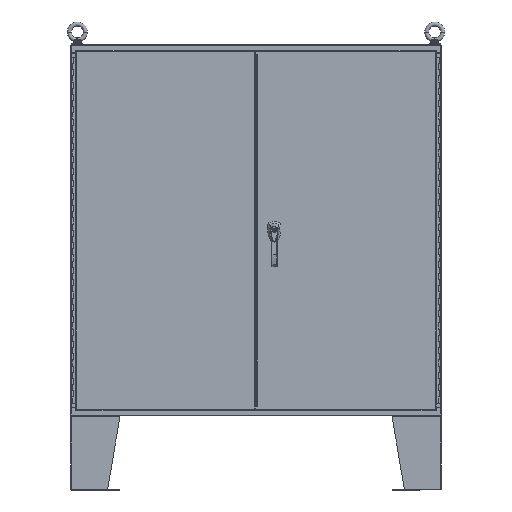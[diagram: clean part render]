
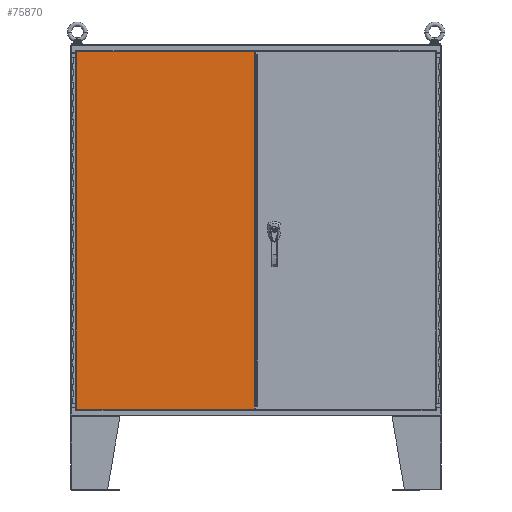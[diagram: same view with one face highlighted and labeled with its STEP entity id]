
A CAD part, front view. The second image highlights one B-rep face of the part: STEP entity #75870.
In plain terms, the highlighted planar face has unit normal (0, -1, 0).
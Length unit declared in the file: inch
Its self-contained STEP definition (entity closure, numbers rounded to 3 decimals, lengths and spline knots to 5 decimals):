
#3362 = LINE ( 'NONE', #33762, #30030 ) ;
#4817 = LINE ( 'NONE', #49215, #83874 ) ;
#5734 = ORIENTED_EDGE ( 'NONE', *, *, #35352, .T. ) ;
#5787 = PLANE ( 'NONE',  #92437 ) ;
#5917 = CARTESIAN_POINT ( 'NONE',  ( -0.26825, -11.753, -28.982 ) ) ;
#13735 = CARTESIAN_POINT ( 'NONE',  ( -0.26825, -11.753, -28.982 ) ) ;
#14059 = ORIENTED_EDGE ( 'NONE', *, *, #32122, .T. ) ;
#14721 = VERTEX_POINT ( 'NONE', #75238 ) ;
#21678 = VERTEX_POINT ( 'NONE', #55943 ) ;
#26311 = DIRECTION ( 'NONE',  ( -1., 0., 0. ) ) ;
#27399 = VECTOR ( 'NONE', #57468, 39.37008 ) ;
#30030 = VECTOR ( 'NONE', #26311, 39.37008 ) ;
#30060 = VECTOR ( 'NONE', #76136, 39.37008 ) ;
#30320 = LINE ( 'NONE', #5917, #30060 ) ;
#32122 = EDGE_CURVE ( 'NONE', #89764, #85192, #70670, .T. ) ;
#33762 = CARTESIAN_POINT ( 'NONE',  ( -29.10725, -11.753, 28.982 ) ) ;
#34062 = CARTESIAN_POINT ( 'NONE',  ( -29.10725, -11.753, -28.982 ) ) ;
#35352 = EDGE_CURVE ( 'NONE', #21678, #39936, #56975, .T. ) ;
#39624 = CARTESIAN_POINT ( 'NONE',  ( -0.26825, -11.753, -28.608 ) ) ;
#39936 = VERTEX_POINT ( 'NONE', #13735 ) ;
#42053 = CARTESIAN_POINT ( 'NONE',  ( -29.10725, -11.753, -28.982 ) ) ;
#43216 = DIRECTION ( 'NONE',  ( 0., 0., 1. ) ) ;
#44596 = ORIENTED_EDGE ( 'NONE', *, *, #55799, .T. ) ;
#47194 = EDGE_CURVE ( 'NONE', #14721, #93011, #3362, .T. ) ;
#49215 = CARTESIAN_POINT ( 'NONE',  ( -0.26825, -11.753, -28.982 ) ) ;
#50035 = DIRECTION ( 'NONE',  ( 1., 0., 0. ) ) ;
#50550 = EDGE_CURVE ( 'NONE', #93011, #21678, #95303, .T. ) ;
#52253 = VECTOR ( 'NONE', #50035, 39.37008 ) ;
#54105 = DIRECTION ( 'NONE',  ( 0., -1., 0. ) ) ;
#55719 = CARTESIAN_POINT ( 'NONE',  ( -0.26825, -11.753, -28.982 ) ) ;
#55799 = EDGE_CURVE ( 'NONE', #39936, #89764, #4817, .T. ) ;
#55943 = CARTESIAN_POINT ( 'NONE',  ( -29.10725, -11.753, -28.982 ) ) ;
#56975 = LINE ( 'NONE', #42053, #52253 ) ;
#57468 = DIRECTION ( 'NONE',  ( 0., 0., -1. ) ) ;
#63987 = ORIENTED_EDGE ( 'NONE', *, *, #84756, .T. ) ;
#67932 = CARTESIAN_POINT ( 'NONE',  ( -0.26825, -11.753, 28.608 ) ) ;
#68038 = CARTESIAN_POINT ( 'NONE',  ( -29.10725, -11.753, -28.982 ) ) ;
#70670 = LINE ( 'NONE', #55719, #80475 ) ;
#74034 = FACE_OUTER_BOUND ( 'NONE', #77425, .T. ) ;
#75238 = CARTESIAN_POINT ( 'NONE',  ( -0.26825, -11.753, 28.982 ) ) ;
#75870 = ADVANCED_FACE ( 'NONE', ( #74034 ), #5787, .T. ) ;
#75998 = DIRECTION ( 'NONE',  ( 0., 0., -1. ) ) ;
#76136 = DIRECTION ( 'NONE',  ( 0., 0., 1. ) ) ;
#77425 = EDGE_LOOP ( 'NONE', ( #83229, #96594, #5734, #44596, #14059, #63987 ) ) ;
#79622 = DIRECTION ( 'NONE',  ( 0., 0., 1. ) ) ;
#80475 = VECTOR ( 'NONE', #79622, 39.37008 ) ;
#83229 = ORIENTED_EDGE ( 'NONE', *, *, #47194, .T. ) ;
#83874 = VECTOR ( 'NONE', #43216, 39.37008 ) ;
#84756 = EDGE_CURVE ( 'NONE', #85192, #14721, #30320, .T. ) ;
#85192 = VERTEX_POINT ( 'NONE', #67932 ) ;
#89764 = VERTEX_POINT ( 'NONE', #39624 ) ;
#92437 = AXIS2_PLACEMENT_3D ( 'NONE', #68038, #54105, #75998 ) ;
#93011 = VERTEX_POINT ( 'NONE', #95847 ) ;
#95303 = LINE ( 'NONE', #34062, #27399 ) ;
#95847 = CARTESIAN_POINT ( 'NONE',  ( -29.10725, -11.753, 28.982 ) ) ;
#96594 = ORIENTED_EDGE ( 'NONE', *, *, #50550, .T. ) ;
